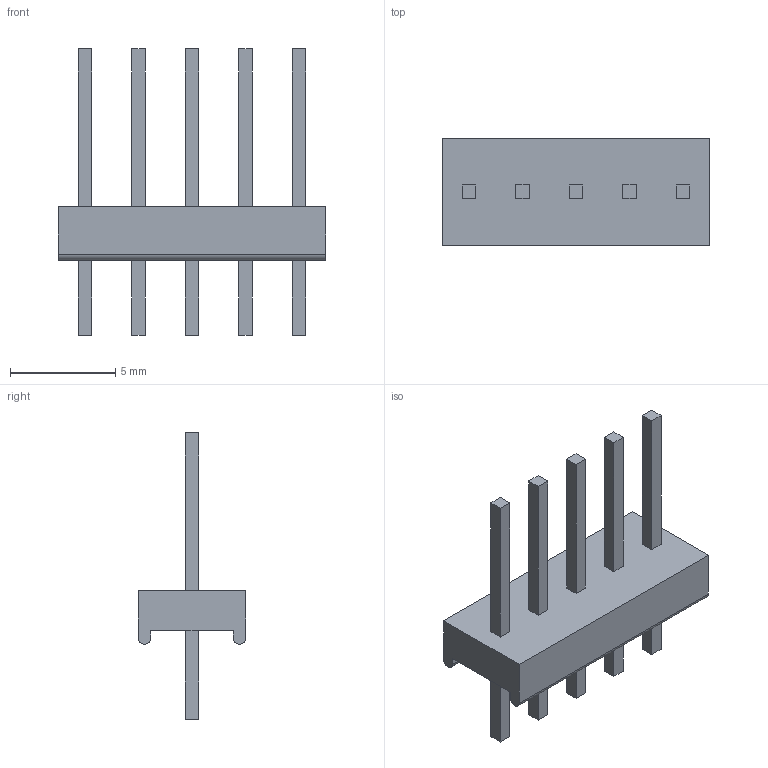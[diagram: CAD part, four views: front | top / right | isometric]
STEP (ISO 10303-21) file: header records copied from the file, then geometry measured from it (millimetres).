
FILE_DESCRIPTION(('STEP AP242'),'1');
FILE_NAME('640452-5.stp','2022-11-10T23:53:54',('TraceParts'),('TraceParts S.A.'),'Spatial InterOp 3D',' ',' ');
FILE_SCHEMA(('AP242_MANAGED_MODEL_BASED_3D_ENGINEERING_MIM_LF {1 0 10303 442 1 1 4}'));
Length unit declared in the file: millimetre
Products named in the file (1): 640452-5
Bounding box: 12.7 x 5.08 x 13.59 mm (x, y, z)
Volume: 154.8 mm3; surface area: 372.5 mm2
Topology: 1 solids, 1 shells, 62 faces, 150 edges, 100 vertices
Faces by surface type: plane 58, cylinder 4
Entity records: 1797 total; most frequent: CARTESIAN_POINT 313, ORIENTED_EDGE 300, DIRECTION 284, EDGE_CURVE 150, LINE 142, VECTOR 142, VERTEX_POINT 100, EDGE_LOOP 72
